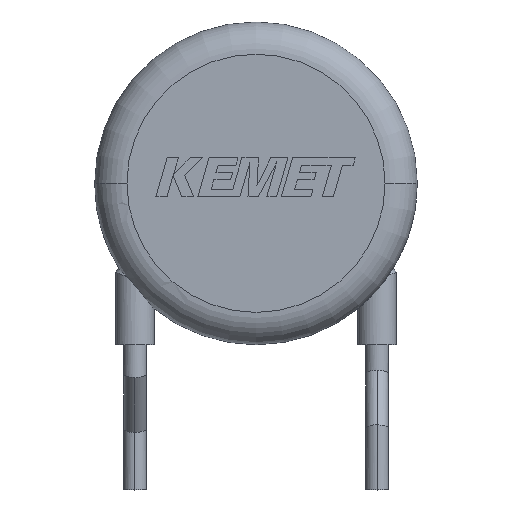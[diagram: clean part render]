
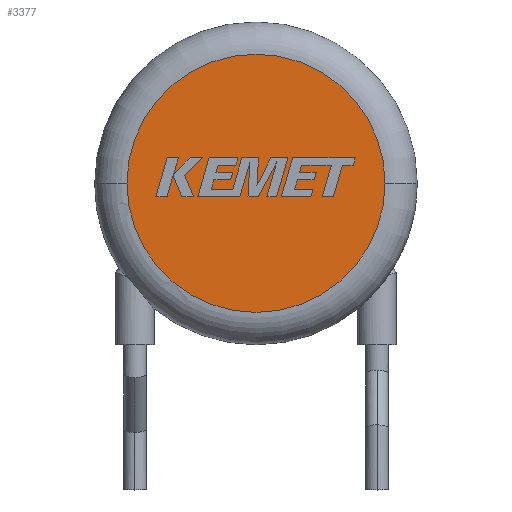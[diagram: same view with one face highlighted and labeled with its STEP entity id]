
A CAD part, top view. The second image highlights one B-rep face of the part: STEP entity #3377.
In plain terms, the highlighted planar face has unit normal (0, 0, 1).
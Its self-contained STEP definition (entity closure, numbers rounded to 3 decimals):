
#129 = AXIS2_PLACEMENT_3D ( 'NONE', #3483, #3271, #797 ) ;
#134 = FACE_OUTER_BOUND ( 'NONE', #2933, .T. ) ;
#375 = DIRECTION ( 'NONE',  ( 0., 0., 1. ) ) ;
#467 = CARTESIAN_POINT ( 'NONE',  ( 4., 0., 5. ) ) ;
#567 = CARTESIAN_POINT ( 'NONE',  ( 0., 0., 5. ) ) ;
#578 = AXIS2_PLACEMENT_3D ( 'NONE', #2529, #3034, #1563 ) ;
#797 = DIRECTION ( 'NONE',  ( 1., 0., 0. ) ) ;
#1200 = CIRCLE ( 'NONE', #129, 4. ) ;
#1563 = DIRECTION ( 'NONE',  ( 1., 0., 0. ) ) ;
#1613 = ORIENTED_EDGE ( 'NONE', *, *, #2537, .T. ) ;
#1711 = VERTEX_POINT ( 'NONE', #1945 ) ;
#1762 = ORIENTED_EDGE ( 'NONE', *, *, #3267, .T. ) ;
#1885 = AXIS2_PLACEMENT_3D ( 'NONE', #567, #375, #2091 ) ;
#1900 = VERTEX_POINT ( 'NONE', #467 ) ;
#1945 = CARTESIAN_POINT ( 'NONE',  ( -4., 0., 5. ) ) ;
#2091 = DIRECTION ( 'NONE',  ( 1., 0., 0. ) ) ;
#2529 = CARTESIAN_POINT ( 'NONE',  ( 0., 0., 5. ) ) ;
#2537 = EDGE_CURVE ( 'NONE', #1711, #1900, #1200, .T. ) ;
#2933 = EDGE_LOOP ( 'NONE', ( #1762, #1613 ) ) ;
#3034 = DIRECTION ( 'NONE',  ( 0., 0., 1. ) ) ;
#3081 = CIRCLE ( 'NONE', #1885, 4. ) ;
#3267 = EDGE_CURVE ( 'NONE', #1900, #1711, #3081, .T. ) ;
#3271 = DIRECTION ( 'NONE',  ( 0., 0., 1. ) ) ;
#3334 = PLANE ( 'NONE',  #578 ) ;
#3377 = ADVANCED_FACE ( 'NONE', ( #134 ), #3334, .T. ) ;
#3483 = CARTESIAN_POINT ( 'NONE',  ( 0., 0., 5. ) ) ;
